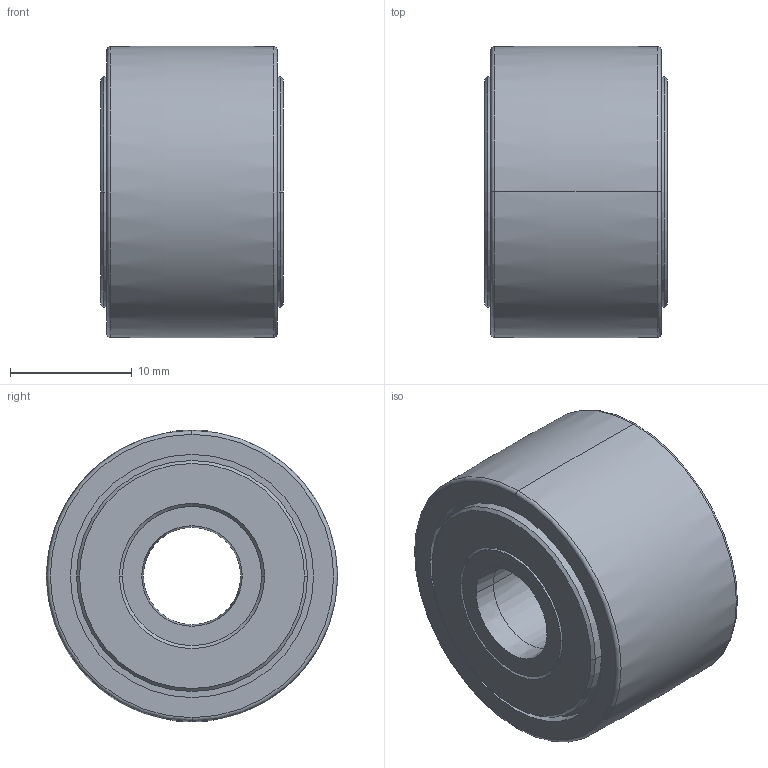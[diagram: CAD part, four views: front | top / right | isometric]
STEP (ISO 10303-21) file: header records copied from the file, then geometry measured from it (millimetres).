
FILE_DESCRIPTION (( 'STEP AP203' ), '1' );
FILE_NAME ('skf_support_roller_natv_8_0.STEP', '2025-07-03T19:32:03', ( '' ), ( '' ), 'SwSTEP 2.0', 'SolidWorks 2024', '' );
FILE_SCHEMA (( 'CONFIG_CONTROL_DESIGN' ));
Length unit declared in the file: millimetre
Products named in the file (6): skf_support_roller_natv_8_0_05; skf_support_roller_natv_8_0_04; skf_support_roller_natv_8_0_03; skf_support_roller_natv_8_0; skf_support_roller_natv_8_0_02; skf_support_roller_natv_8_0_01
Assembly tree (5 placements, depth 2):
  skf_support_roller_natv_8_0
    skf_support_roller_natv_8_0_01
    skf_support_roller_natv_8_0_02
    skf_support_roller_natv_8_0_03
    skf_support_roller_natv_8_0_04
    skf_support_roller_natv_8_0_05
Bounding box: 15 x 23.99 x 23.99 mm (x, y, z)
Volume: 5271.6 mm3; surface area: 5706.3 mm2
Topology: 5 solids, 5 shells, 280 faces, 652 edges, 426 vertices
Faces by surface type: torus 140, cylinder 68, plane 56, cone 16
Entity records: 10654 total; most frequent: CARTESIAN_POINT 3306, DIRECTION 1610, ORIENTED_EDGE 1304, AXIS2_PLACEMENT_3D 762, EDGE_CURVE 652, CIRCLE 474, VERTEX_POINT 426, EDGE_LOOP 336
